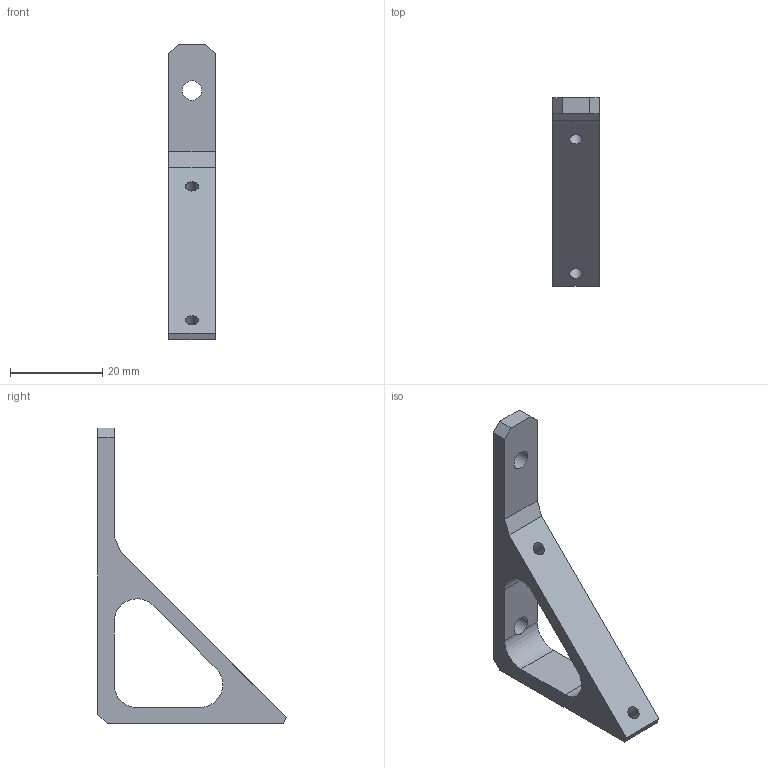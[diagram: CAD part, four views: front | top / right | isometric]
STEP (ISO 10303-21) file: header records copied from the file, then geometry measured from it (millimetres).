
FILE_DESCRIPTION(('FreeCAD Model'),'2;1');
FILE_NAME('TFT24-stand-x2.step','2021-06-11T12:33:45',( 'Author'),(''),'Open CASCADE STEP processor 7.3','FreeCAD','Unknown' );
FILE_SCHEMA(('AUTOMOTIVE_DESIGN { 1 0 10303 214 1 1 1 1 }'));
Length unit declared in the file: millimetre
Products named in the file (1): tft.stand
Bounding box: 10 x 40.78 x 64 mm (x, y, z)
Volume: 5460.6 mm3; surface area: 3927.2 mm2
Topology: 1 solids, 1 shells, 22 faces, 63 edges, 42 vertices
Faces by surface type: plane 15, cylinder 7
Full cylindrical faces by diameter (mm): 2.8 x2, 4.2 x2
Entity records: 1724 total; most frequent: CARTESIAN_POINT 427, DIRECTION 238, LINE 154, VECTOR 154, ORIENTED_EDGE 126, PCURVE 126, DEFINITIONAL_REPRESENTATION 126, EDGE_CURVE 63
